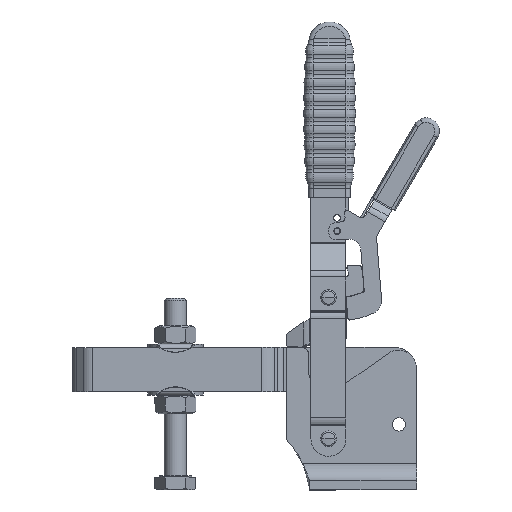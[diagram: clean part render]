
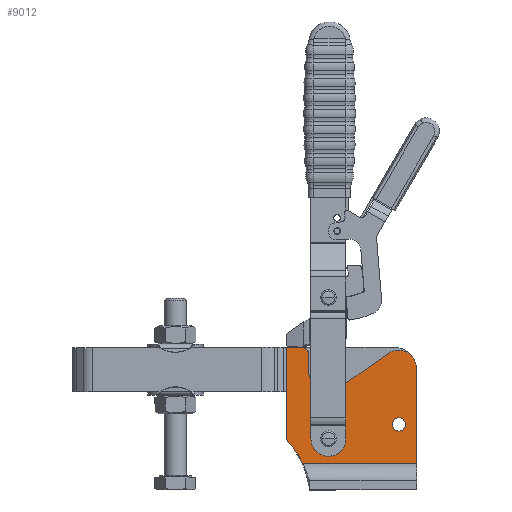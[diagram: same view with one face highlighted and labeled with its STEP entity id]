
A CAD part, top view. The second image highlights one B-rep face of the part: STEP entity #9012.
In plain terms, the highlighted planar face has unit normal (0, 0, 1).
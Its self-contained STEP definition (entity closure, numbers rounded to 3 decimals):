
#6677=CARTESIAN_POINT('',(-2.91,39.36,4.0));
#6678=VERTEX_POINT('',#6677);
#6687=CARTESIAN_POINT('',(3.09,39.36,4.0));
#6688=VERTEX_POINT('',#6687);
#6689=CARTESIAN_POINT('',(0.09,39.36,4.0));
#6690=DIRECTION('',(0.0,0.0,-1.0));
#6691=DIRECTION('',(-1.0,0.0,0.0));
#6692=AXIS2_PLACEMENT_3D('',#6689,#6690,#6691);
#6693=CIRCLE('',#6692,3.);
#6694=EDGE_CURVE('',#6688,#6678,#6693,.T.);
#6721=CARTESIAN_POINT('',(-41.579,73.231,4.0));
#6722=VERTEX_POINT('',#6721);
#6738=CARTESIAN_POINT('',(-43.7,74.11,4.0));
#6739=VERTEX_POINT('',#6738);
#6746=CARTESIAN_POINT('',(-43.7,71.11,4.0));
#6747=DIRECTION('',(0.0,0.0,-1.0));
#6748=DIRECTION('',(0.707,0.707,0.0));
#6749=AXIS2_PLACEMENT_3D('',#6746,#6747,#6748);
#6750=CIRCLE('',#6749,3.);
#6751=EDGE_CURVE('',#6739,#6722,#6750,.T.);
#7097=CARTESIAN_POINT('',(-34.95,32.87,4.));
#7098=VERTEX_POINT('',#7097);
#7107=CARTESIAN_POINT('',(-28.45,32.87,4.0));
#7108=VERTEX_POINT('',#7107);
#7109=CARTESIAN_POINT('',(-31.7,32.87,4.0));
#7110=DIRECTION('',(0.0,0.0,1.0));
#7111=DIRECTION('',(-1.0,0.0,0.0));
#7112=AXIS2_PLACEMENT_3D('',#7109,#7110,#7111);
#7113=CIRCLE('',#7112,3.25);
#7114=EDGE_CURVE('',#7098,#7108,#7113,.T.);
#7298=CARTESIAN_POINT('',(-31.7,32.87,4.0));
#7299=DIRECTION('',(0.0,0.0,1.0));
#7300=DIRECTION('',(-1.0,0.0,0.0));
#7301=AXIS2_PLACEMENT_3D('',#7298,#7299,#7300);
#7302=CIRCLE('',#7301,3.25);
#7303=EDGE_CURVE('',#7108,#7098,#7302,.T.);
#8518=CARTESIAN_POINT('',(-43.405,21.831,4.0));
#8519=VERTEX_POINT('',#8518);
#8602=CARTESIAN_POINT('',(8.05,21.831,4.0));
#8603=VERTEX_POINT('',#8602);
#8611=CARTESIAN_POINT('',(-43.405,21.831,4.0));
#8612=DIRECTION('',(1.0,0.0,0.0));
#8613=VECTOR('',#8612,51.455);
#8614=LINE('',#8611,#8613);
#8615=EDGE_CURVE('',#8519,#8603,#8614,.T.);
#8805=CARTESIAN_POINT('',(-50.77,32.5,4.0));
#8806=VERTEX_POINT('',#8805);
#8807=CARTESIAN_POINT('',(-76.23,7.048,4.0));
#8808=DIRECTION('',(0.0,0.0,1.0));
#8809=DIRECTION('',(-1.0,0.0,0.0));
#8810=AXIS2_PLACEMENT_3D('',#8807,#8808,#8809);
#8811=CIRCLE('',#8810,36.0);
#8812=EDGE_CURVE('',#8519,#8806,#8811,.T.);
#8925=CARTESIAN_POINT('',(-20.922,33.57,4.0));
#8926=DIRECTION('',(0.0,0.0,1.0));
#8927=DIRECTION('',(1.0,0.0,0.0));
#8928=AXIS2_PLACEMENT_3D('',#8925,#8926,#8927);
#8929=PLANE('',#8928);
#8930=ORIENTED_EDGE('',*,*,#8615,.T.);
#8931=CARTESIAN_POINT('',(8.05,64.73,4.0));
#8932=VERTEX_POINT('',#8931);
#8933=CARTESIAN_POINT('',(8.05,64.73,4.0));
#8934=DIRECTION('',(0.0,-1.0,0.0));
#8935=VECTOR('',#8934,42.899);
#8936=LINE('',#8933,#8935);
#8937=EDGE_CURVE('',#8932,#8603,#8936,.T.);
#8938=ORIENTED_EDGE('',*,*,#8937,.F.);
#8939=CARTESIAN_POINT('',(-4.742,71.371,4.0));
#8940=VERTEX_POINT('',#8939);
#8941=CARTESIAN_POINT('',(-0.07,64.73,4.0));
#8942=DIRECTION('',(0.0,0.0,-1.0));
#8943=DIRECTION('',(1.0,0.0,0.0));
#8944=AXIS2_PLACEMENT_3D('',#8941,#8942,#8943);
#8945=CIRCLE('',#8944,8.12);
#8946=EDGE_CURVE('',#8940,#8932,#8945,.T.);
#8947=ORIENTED_EDGE('',*,*,#8946,.F.);
#8948=CARTESIAN_POINT('',(-26.521,56.049,4.0));
#8949=VERTEX_POINT('',#8948);
#8950=CARTESIAN_POINT('',(-26.521,56.049,4.0));
#8951=DIRECTION('',(0.818,0.575,0.0));
#8952=VECTOR('',#8951,26.629);
#8953=LINE('',#8950,#8952);
#8954=EDGE_CURVE('',#8949,#8940,#8953,.T.);
#8955=ORIENTED_EDGE('',*,*,#8954,.F.);
#8956=CARTESIAN_POINT('',(-40.7,63.41,4.0));
#8957=VERTEX_POINT('',#8956);
#8958=CARTESIAN_POINT('',(-31.7,63.41,4.0));
#8959=DIRECTION('',(0.0,0.0,1.0));
#8960=DIRECTION('',(1.0,0.0,0.0));
#8961=AXIS2_PLACEMENT_3D('',#8958,#8959,#8960);
#8962=CIRCLE('',#8961,9.0);
#8963=EDGE_CURVE('',#8957,#8949,#8962,.T.);
#8964=ORIENTED_EDGE('',*,*,#8963,.F.);
#8965=CARTESIAN_POINT('',(-40.7,71.11,4.0));
#8966=VERTEX_POINT('',#8965);
#8967=CARTESIAN_POINT('',(-40.7,71.11,4.0));
#8968=DIRECTION('',(0.0,-1.0,0.0));
#8969=VECTOR('',#8968,7.7);
#8970=LINE('',#8967,#8969);
#8971=EDGE_CURVE('',#8966,#8957,#8970,.T.);
#8972=ORIENTED_EDGE('',*,*,#8971,.F.);
#8973=CARTESIAN_POINT('',(-43.7,71.11,4.0));
#8974=DIRECTION('',(0.0,0.0,-1.0));
#8975=DIRECTION('',(0.707,0.707,0.0));
#8976=AXIS2_PLACEMENT_3D('',#8973,#8974,#8975);
#8977=CIRCLE('',#8976,3.);
#8978=EDGE_CURVE('',#6722,#8966,#8977,.T.);
#8979=ORIENTED_EDGE('',*,*,#8978,.F.);
#8980=ORIENTED_EDGE('',*,*,#6751,.F.);
#8981=CARTESIAN_POINT('',(-50.77,74.11,4.0));
#8982=VERTEX_POINT('',#8981);
#8983=CARTESIAN_POINT('',(-50.77,74.11,4.0));
#8984=DIRECTION('',(1.0,0.0,0.0));
#8985=VECTOR('',#8984,7.07);
#8986=LINE('',#8983,#8985);
#8987=EDGE_CURVE('',#8982,#6739,#8986,.T.);
#8988=ORIENTED_EDGE('',*,*,#8987,.F.);
#8989=CARTESIAN_POINT('',(-50.77,32.5,4.0));
#8990=DIRECTION('',(0.0,1.0,0.0));
#8991=VECTOR('',#8990,41.61);
#8992=LINE('',#8989,#8991);
#8993=EDGE_CURVE('',#8806,#8982,#8992,.T.);
#8994=ORIENTED_EDGE('',*,*,#8993,.F.);
#8995=ORIENTED_EDGE('',*,*,#8812,.F.);
#8996=EDGE_LOOP('',(#8930,#8938,#8947,#8955,#8964,#8972,#8979,#8980,#8988,#8994,#8995));
#8997=FACE_OUTER_BOUND('',#8996,.T.);
#8998=ORIENTED_EDGE('',*,*,#7303,.F.);
#8999=ORIENTED_EDGE('',*,*,#7114,.F.);
#9000=EDGE_LOOP('',(#8998,#8999));
#9001=FACE_BOUND('',#9000,.T.);
#9002=ORIENTED_EDGE('',*,*,#6694,.T.);
#9003=CARTESIAN_POINT('',(0.09,39.36,4.0));
#9004=DIRECTION('',(0.0,0.0,-1.0));
#9005=DIRECTION('',(-1.0,0.0,0.0));
#9006=AXIS2_PLACEMENT_3D('',#9003,#9004,#9005);
#9007=CIRCLE('',#9006,3.);
#9008=EDGE_CURVE('',#6678,#6688,#9007,.T.);
#9009=ORIENTED_EDGE('',*,*,#9008,.T.);
#9010=EDGE_LOOP('',(#9002,#9009));
#9011=FACE_BOUND('',#9010,.T.);
#9012=ADVANCED_FACE('',(#8997,#9001,#9011),#8929,.T.);
